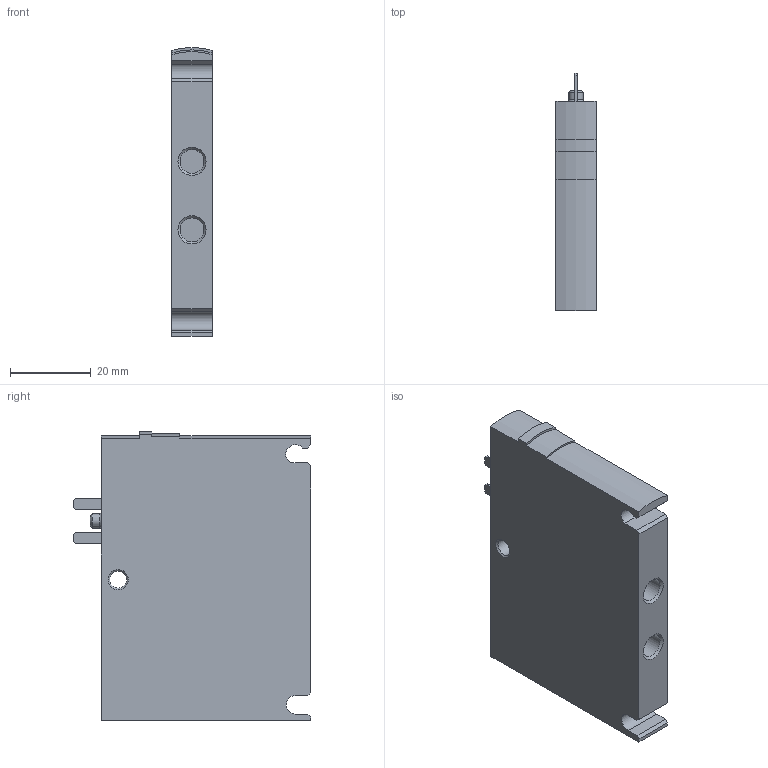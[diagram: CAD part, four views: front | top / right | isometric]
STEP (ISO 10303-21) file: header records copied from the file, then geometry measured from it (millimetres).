
FILE_DESCRIPTION(/* description */ ('STEP AP214'),/* implementation_level */ '2;1');
FILE_NAME(/* name */ '553256_CPV10-M1H-5LS-K-M7',/* time_stamp */ '2024-08-06T22:46:56+02:00',/* author */ ('License CC BY-ND 4.0'),/* organization */ ('CADENAS'),/* preprocessor_version */ 'ST-DEVELOPER v19.3',/* originating_system */ 'PARTsolutions',/* authorisation */ ' ');
FILE_SCHEMA (('AUTOMOTIVE_DESIGN {1 0 10303 214 3 1 1}'));
Length unit declared in the file: millimetre
Products named in the file (1): 553256 CPV10-M1H-5LS-K-M7
Bounding box: 10 x 59 x 71.8 mm (x, y, z)
Volume: 35746.9 mm3; surface area: 10347.2 mm2
Topology: 1 solids, 1 shells, 53 faces, 129 edges, 84 vertices
Faces by surface type: plane 36, cylinder 11, cone 5, torus 1
Full cylindrical faces by diameter (mm): 1.5 x1, 3.6 x1, 4.2 x1, 5.917 x2
Entity records: 1888 total; most frequent: CARTESIAN_POINT 256, DIRECTION 254, ORIENTED_EDGE 236, EDGE_CURVE 118, LINE 90, VECTOR 90, VERTEX_POINT 84, AXIS2_PLACEMENT_3D 82
